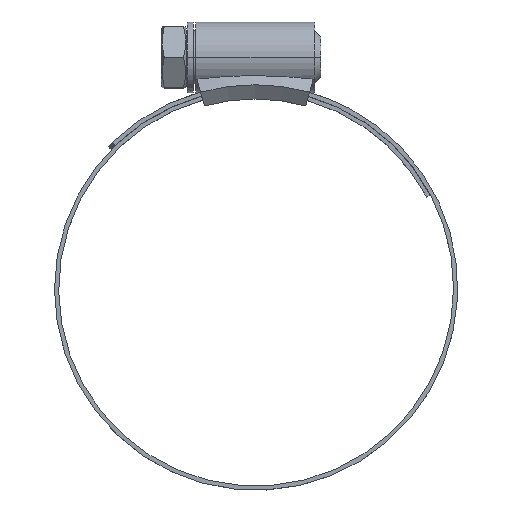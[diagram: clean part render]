
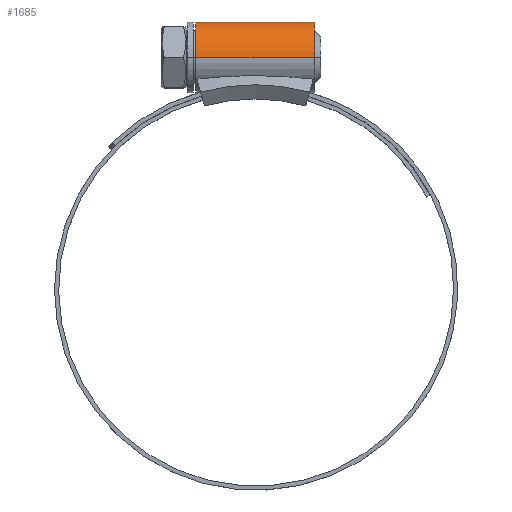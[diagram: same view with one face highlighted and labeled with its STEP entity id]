
A CAD part, top view. The second image highlights one B-rep face of the part: STEP entity #1685.
In plain terms, the highlighted cylindrical face has radius 8.5 mm (diameter 17 mm), a partial arc.
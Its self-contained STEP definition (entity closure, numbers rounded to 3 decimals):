
#67 = DIRECTION ( 'NONE',  ( 1., 0., 0. ) ) ;
#121 = CYLINDRICAL_SURFACE ( 'NONE', #1455, 8.5 ) ;
#169 = EDGE_LOOP ( 'NONE', ( #250, #364, #633, #1392 ) ) ;
#250 = ORIENTED_EDGE ( 'NONE', *, *, #663, .F. ) ;
#364 = ORIENTED_EDGE ( 'NONE', *, *, #2361, .T. ) ;
#493 = CARTESIAN_POINT ( 'NONE',  ( 14.297, 55.6, 8.5 ) ) ;
#542 = DIRECTION ( 'NONE',  ( 1., 0., 0. ) ) ;
#633 = ORIENTED_EDGE ( 'NONE', *, *, #3353, .F. ) ;
#663 = EDGE_CURVE ( 'NONE', #1238, #1763, #1350, .T. ) ;
#803 = DIRECTION ( 'NONE',  ( 1., 0., 0. ) ) ;
#826 = VERTEX_POINT ( 'NONE', #2919 ) ;
#1047 = CARTESIAN_POINT ( 'NONE',  ( -38.339, 55.6, 8.5 ) ) ;
#1238 = VERTEX_POINT ( 'NONE', #3240 ) ;
#1350 = CIRCLE ( 'NONE', #3124, 8.5 ) ;
#1392 = ORIENTED_EDGE ( 'NONE', *, *, #3437, .F. ) ;
#1455 = AXIS2_PLACEMENT_3D ( 'NONE', #2949, #67, #1540 ) ;
#1469 = DIRECTION ( 'NONE',  ( 0., 0., -1. ) ) ;
#1540 = DIRECTION ( 'NONE',  ( 0., 0., -1. ) ) ;
#1611 = CARTESIAN_POINT ( 'NONE',  ( -14.297, 55.6, -8.5 ) ) ;
#1685 = ADVANCED_FACE ( 'NONE', ( #2378 ), #121, .T. ) ;
#1708 = AXIS2_PLACEMENT_3D ( 'NONE', #3077, #542, #2808 ) ;
#1763 = VERTEX_POINT ( 'NONE', #1611 ) ;
#2303 = DIRECTION ( 'NONE',  ( -1., 0., 0. ) ) ;
#2361 = EDGE_CURVE ( 'NONE', #1238, #2633, #2788, .T. ) ;
#2378 = FACE_OUTER_BOUND ( 'NONE', #169, .T. ) ;
#2495 = LINE ( 'NONE', #3342, #3541 ) ;
#2633 = VERTEX_POINT ( 'NONE', #493 ) ;
#2788 = LINE ( 'NONE', #1047, #3179 ) ;
#2808 = DIRECTION ( 'NONE',  ( 0., 0., -1. ) ) ;
#2919 = CARTESIAN_POINT ( 'NONE',  ( 14.297, 55.6, -8.5 ) ) ;
#2949 = CARTESIAN_POINT ( 'NONE',  ( -38.339, 55.6, 0. ) ) ;
#3065 = CIRCLE ( 'NONE', #1708, 8.5 ) ;
#3077 = CARTESIAN_POINT ( 'NONE',  ( 14.297, 55.6, 0. ) ) ;
#3124 = AXIS2_PLACEMENT_3D ( 'NONE', #3414, #2303, #1469 ) ;
#3179 = VECTOR ( 'NONE', #803, 1000. ) ;
#3240 = CARTESIAN_POINT ( 'NONE',  ( -14.297, 55.6, 8.5 ) ) ;
#3342 = CARTESIAN_POINT ( 'NONE',  ( -38.339, 55.6, -8.5 ) ) ;
#3353 = EDGE_CURVE ( 'NONE', #826, #2633, #3065, .T. ) ;
#3414 = CARTESIAN_POINT ( 'NONE',  ( -14.297, 55.6, 0. ) ) ;
#3437 = EDGE_CURVE ( 'NONE', #1763, #826, #2495, .T. ) ;
#3541 = VECTOR ( 'NONE', #3638, 1000. ) ;
#3638 = DIRECTION ( 'NONE',  ( 1., 0., 0. ) ) ;
